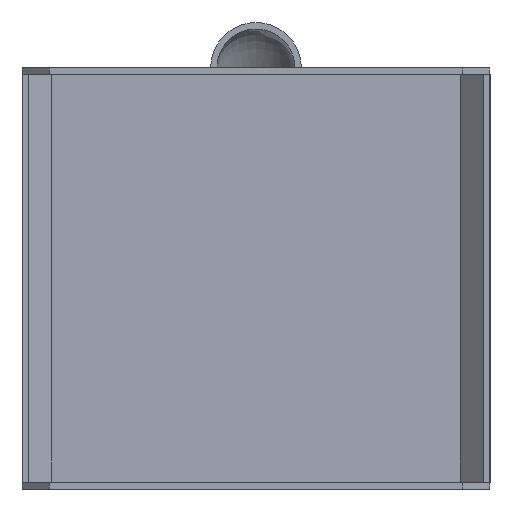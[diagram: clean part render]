
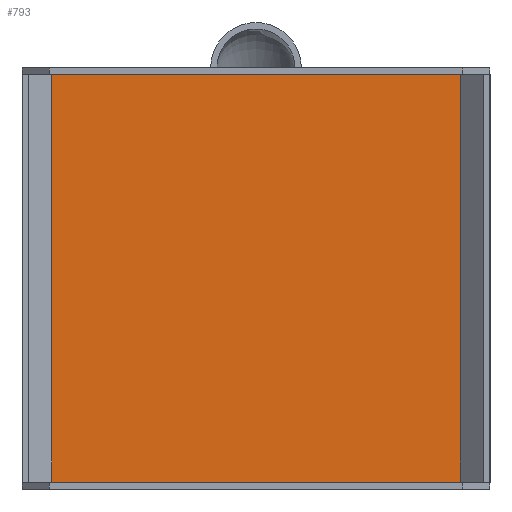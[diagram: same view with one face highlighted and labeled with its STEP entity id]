
A CAD part, top view. The second image highlights one B-rep face of the part: STEP entity #793.
In plain terms, the highlighted planar face has unit normal (0, 0, 1).
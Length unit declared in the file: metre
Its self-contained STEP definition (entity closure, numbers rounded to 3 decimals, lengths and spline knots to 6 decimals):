
#40=ORIENTED_EDGE('',*,*,#256,.F.);
#41=ORIENTED_EDGE('',*,*,#260,.T.);
#42=ORIENTED_EDGE('',*,*,#261,.T.);
#43=ORIENTED_EDGE('',*,*,#262,.T.);
#256=EDGE_CURVE('',#367,#368,#441,.T.);
#260=EDGE_CURVE('',#367,#370,#445,.T.);
#261=EDGE_CURVE('',#370,#371,#446,.T.);
#262=EDGE_CURVE('',#371,#368,#447,.T.);
#367=VERTEX_POINT('',#1189);
#368=VERTEX_POINT('',#1191);
#370=VERTEX_POINT('',#1197);
#371=VERTEX_POINT('',#1201);
#441=LINE('',#1190,#545);
#445=LINE('',#1198,#549);
#446=LINE('',#1200,#550);
#447=LINE('',#1202,#551);
#545=VECTOR('',#971,1.);
#549=VECTOR('',#977,1.);
#550=VECTOR('',#980,1.);
#551=VECTOR('',#981,1.);
#649=EDGE_LOOP('',(#40,#41,#42,#43));
#698=FACE_BOUND('',#649,.T.);
#747=PLANE('',#911);
#793=ADVANCED_FACE('',(#698),#747,.F.);
#911=AXIS2_PLACEMENT_3D('',#1199,#978,#979);
#971=DIRECTION('',(-1.,0.,0.));
#977=DIRECTION('',(0.,1.,0.));
#978=DIRECTION('',(0.,0.,-1.));
#979=DIRECTION('',(0.,1.,0.));
#980=DIRECTION('',(-1.,0.,0.));
#981=DIRECTION('',(0.,-1.,0.));
#1189=CARTESIAN_POINT('',(0.042,-0.075,0.002001));
#1190=CARTESIAN_POINT('',(0.042002,-0.075,0.002001));
#1191=CARTESIAN_POINT('',(-0.084,-0.075,0.002001));
#1197=CARTESIAN_POINT('',(0.042,0.051,0.002001));
#1198=CARTESIAN_POINT('',(0.042,-0.117,0.002001));
#1199=CARTESIAN_POINT('',(0.042002,-0.117,0.002001));
#1200=CARTESIAN_POINT('',(0.042002,0.051,0.002001));
#1201=CARTESIAN_POINT('',(-0.084,0.051,0.002001));
#1202=CARTESIAN_POINT('',(-0.084,-0.117,0.002001));
